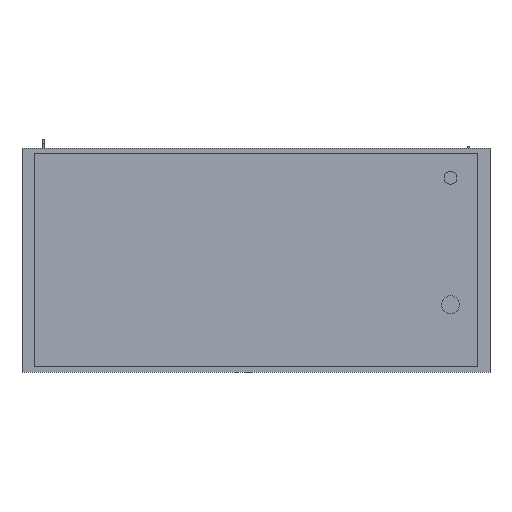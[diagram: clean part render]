
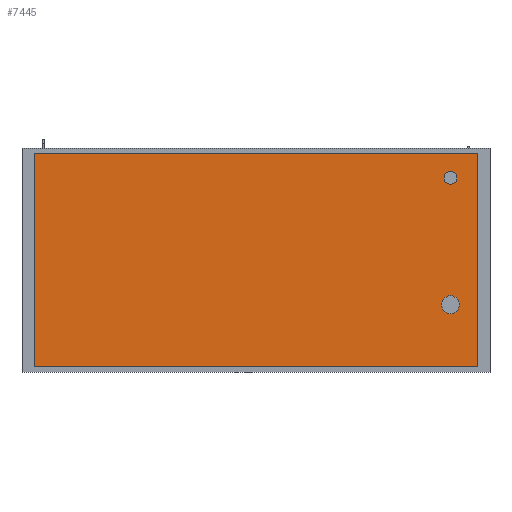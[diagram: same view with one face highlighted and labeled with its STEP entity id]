
A CAD part, front view. The second image highlights one B-rep face of the part: STEP entity #7445.
In plain terms, the highlighted planar face has unit normal (0, -1, 0).
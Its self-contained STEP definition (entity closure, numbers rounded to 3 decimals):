
#112=FACE_BOUND('',#960,.T.);
#113=FACE_BOUND('',#961,.T.);
#133=PLANE('',#7972);
#505=FACE_OUTER_BOUND('',#959,.T.);
#959=EDGE_LOOP('',(#5250,#5251,#5252,#5253));
#960=EDGE_LOOP('',(#5254,#5255));
#961=EDGE_LOOP('',(#5256,#5257));
#1421=LINE('',#10815,#2316);
#1425=LINE('',#10823,#2320);
#1428=LINE('',#10829,#2323);
#1431=LINE('',#10834,#2326);
#2316=VECTOR('',#8641,10.);
#2320=VECTOR('',#8647,10.);
#2323=VECTOR('',#8652,10.);
#2326=VECTOR('',#8657,10.);
#3199=CIRCLE('',#7953,20.);
#3200=CIRCLE('',#7954,20.);
#3203=CIRCLE('',#7959,27.5);
#3204=CIRCLE('',#7960,27.5);
#3385=VERTEX_POINT('',#10770);
#3386=VERTEX_POINT('',#10772);
#3389=VERTEX_POINT('',#10781);
#3390=VERTEX_POINT('',#10783);
#3399=VERTEX_POINT('',#10813);
#3400=VERTEX_POINT('',#10814);
#3403=VERTEX_POINT('',#10822);
#3405=VERTEX_POINT('',#10828);
#4112=EDGE_CURVE('',#3386,#3385,#3199,.T.);
#4113=EDGE_CURVE('',#3385,#3386,#3200,.T.);
#4117=EDGE_CURVE('',#3390,#3389,#3203,.T.);
#4118=EDGE_CURVE('',#3389,#3390,#3204,.T.);
#4131=EDGE_CURVE('',#3399,#3400,#1421,.T.);
#4135=EDGE_CURVE('',#3403,#3399,#1425,.T.);
#4138=EDGE_CURVE('',#3405,#3403,#1428,.T.);
#4141=EDGE_CURVE('',#3400,#3405,#1431,.T.);
#5250=ORIENTED_EDGE('',*,*,#4141,.F.);
#5251=ORIENTED_EDGE('',*,*,#4131,.F.);
#5252=ORIENTED_EDGE('',*,*,#4135,.F.);
#5253=ORIENTED_EDGE('',*,*,#4138,.F.);
#5254=ORIENTED_EDGE('',*,*,#4112,.T.);
#5255=ORIENTED_EDGE('',*,*,#4113,.T.);
#5256=ORIENTED_EDGE('',*,*,#4117,.T.);
#5257=ORIENTED_EDGE('',*,*,#4118,.T.);
#7445=ADVANCED_FACE('',(#505,#112,#113),#133,.F.);
#7953=AXIS2_PLACEMENT_3D('',#10773,#8598,#8599);
#7954=AXIS2_PLACEMENT_3D('',#10774,#8600,#8601);
#7959=AXIS2_PLACEMENT_3D('',#10784,#8611,#8612);
#7960=AXIS2_PLACEMENT_3D('',#10785,#8613,#8614);
#7972=AXIS2_PLACEMENT_3D('',#10837,#8661,#8662);
#8598=DIRECTION('center_axis',(0.,1.,0.));
#8599=DIRECTION('ref_axis',(1.,0.,0.));
#8600=DIRECTION('center_axis',(0.,1.,0.));
#8601=DIRECTION('ref_axis',(1.,0.,0.));
#8611=DIRECTION('center_axis',(0.,1.,0.));
#8612=DIRECTION('ref_axis',(1.,0.,0.));
#8613=DIRECTION('center_axis',(0.,1.,0.));
#8614=DIRECTION('ref_axis',(1.,0.,0.));
#8641=DIRECTION('',(0.,0.,1.));
#8647=DIRECTION('',(-1.,0.,0.));
#8652=DIRECTION('',(0.,0.,-1.));
#8657=DIRECTION('',(1.,0.,0.));
#8661=DIRECTION('center_axis',(0.,1.,0.));
#8662=DIRECTION('ref_axis',(0.,0.,1.));
#10770=CARTESIAN_POINT('',(582.5,0.,255.));
#10772=CARTESIAN_POINT('',(622.5,0.,255.));
#10773=CARTESIAN_POINT('Origin',(602.5,0.,255.));
#10774=CARTESIAN_POINT('Origin',(602.5,0.,255.));
#10781=CARTESIAN_POINT('',(575.,0.,-138.));
#10783=CARTESIAN_POINT('',(630.,0.,-138.));
#10784=CARTESIAN_POINT('Origin',(602.5,0.,-138.));
#10785=CARTESIAN_POINT('Origin',(602.5,0.,-138.));
#10813=CARTESIAN_POINT('',(-687.5,0.,-330.));
#10814=CARTESIAN_POINT('',(-687.5,0.,330.));
#10815=CARTESIAN_POINT('',(-687.5,0.,-330.));
#10822=CARTESIAN_POINT('',(687.5,0.,-330.));
#10823=CARTESIAN_POINT('',(687.5,0.,-330.));
#10828=CARTESIAN_POINT('',(687.5,0.,330.));
#10829=CARTESIAN_POINT('',(687.5,0.,330.));
#10834=CARTESIAN_POINT('',(-687.5,0.,330.));
#10837=CARTESIAN_POINT('Origin',(0.,0.,0.));
